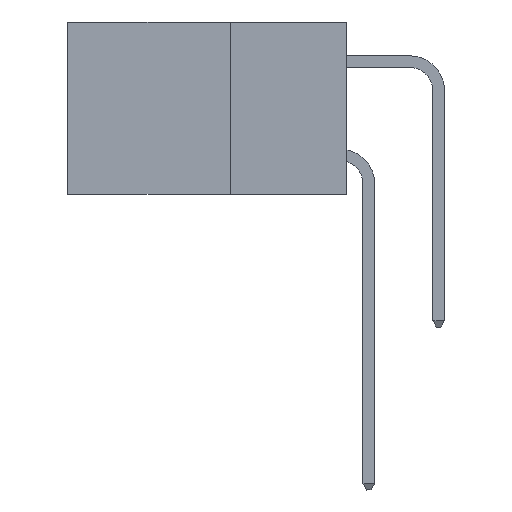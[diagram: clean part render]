
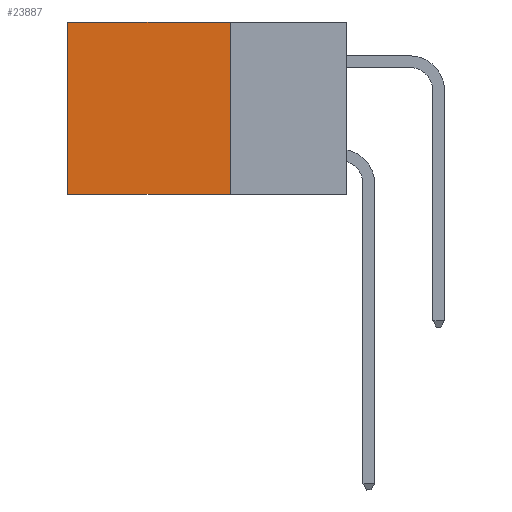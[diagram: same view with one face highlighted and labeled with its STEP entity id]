
A CAD part, left-side view. The second image highlights one B-rep face of the part: STEP entity #23887.
In plain terms, the highlighted planar face has unit normal (-1, 0, 0).
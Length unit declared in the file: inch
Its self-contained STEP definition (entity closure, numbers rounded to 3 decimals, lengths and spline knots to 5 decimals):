
#109 = PLANE ( 'NONE',  #29121 ) ;
#172 = CARTESIAN_POINT ( 'NONE',  ( 0.2875, 0.25, 0. ) ) ;
#714 = ORIENTED_EDGE ( 'NONE', *, *, #31152, .T. ) ;
#1874 = CARTESIAN_POINT ( 'NONE',  ( 0.2875, 0.25, -0.37 ) ) ;
#5248 = DIRECTION ( 'NONE',  ( 0., 0., -1. ) ) ;
#6349 = EDGE_LOOP ( 'NONE', ( #15231, #13572, #6728, #714 ) ) ;
#6639 = CARTESIAN_POINT ( 'NONE',  ( 0.2875, 0.25, 0. ) ) ;
#6728 = ORIENTED_EDGE ( 'NONE', *, *, #19860, .F. ) ;
#7304 = LINE ( 'NONE', #6639, #14075 ) ;
#7678 = CARTESIAN_POINT ( 'NONE',  ( 0.2875, 0.25, 0. ) ) ;
#9162 = VERTEX_POINT ( 'NONE', #1874 ) ;
#12646 = DIRECTION ( 'NONE',  ( 0., 0., -1. ) ) ;
#13572 = ORIENTED_EDGE ( 'NONE', *, *, #25906, .F. ) ;
#14075 = VECTOR ( 'NONE', #24300, 39.37008 ) ;
#14376 = EDGE_CURVE ( 'NONE', #29626, #15624, #28060, .T. ) ;
#14766 = VECTOR ( 'NONE', #12646, 39.37008 ) ;
#15231 = ORIENTED_EDGE ( 'NONE', *, *, #14376, .T. ) ;
#15234 = CARTESIAN_POINT ( 'NONE',  ( 0.2875, 0.25, -0.37 ) ) ;
#15421 = DIRECTION ( 'NONE',  ( 0., 0., -1. ) ) ;
#15624 = VERTEX_POINT ( 'NONE', #28495 ) ;
#16034 = LINE ( 'NONE', #15234, #27738 ) ;
#17761 = DIRECTION ( 'NONE',  ( 0., 1., 0. ) ) ;
#19860 = EDGE_CURVE ( 'NONE', #30606, #9162, #21902, .T. ) ;
#20402 = DIRECTION ( 'NONE',  ( 1., 0., 0. ) ) ;
#21902 = LINE ( 'NONE', #172, #29278 ) ;
#22453 = FACE_OUTER_BOUND ( 'NONE', #6349, .T. ) ;
#23887 = ADVANCED_FACE ( 'NONE', ( #22453 ), #109, .F. ) ;
#24300 = DIRECTION ( 'NONE',  ( 0., 1., 0. ) ) ;
#25150 = CARTESIAN_POINT ( 'NONE',  ( 0.2875, 0.6, 0. ) ) ;
#25906 = EDGE_CURVE ( 'NONE', #9162, #15624, #16034, .T. ) ;
#27029 = CARTESIAN_POINT ( 'NONE',  ( 0.2875, 0.25, 0. ) ) ;
#27738 = VECTOR ( 'NONE', #17761, 39.37008 ) ;
#28060 = LINE ( 'NONE', #25150, #14766 ) ;
#28495 = CARTESIAN_POINT ( 'NONE',  ( 0.2875, 0.6, -0.37 ) ) ;
#29121 = AXIS2_PLACEMENT_3D ( 'NONE', #7678, #20402, #5248 ) ;
#29278 = VECTOR ( 'NONE', #15421, 39.37008 ) ;
#29626 = VERTEX_POINT ( 'NONE', #31863 ) ;
#30606 = VERTEX_POINT ( 'NONE', #27029 ) ;
#31152 = EDGE_CURVE ( 'NONE', #30606, #29626, #7304, .T. ) ;
#31863 = CARTESIAN_POINT ( 'NONE',  ( 0.2875, 0.6, 0. ) ) ;
